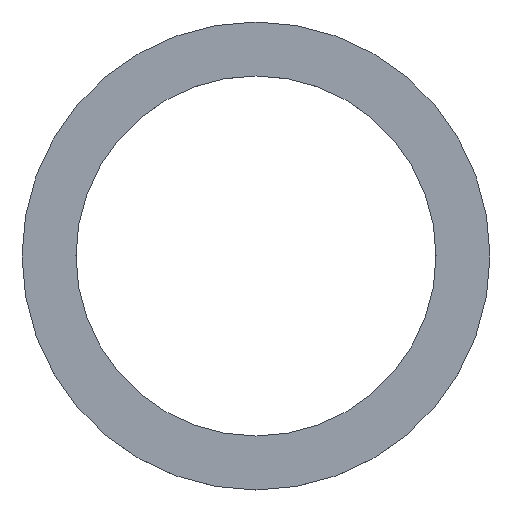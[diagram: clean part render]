
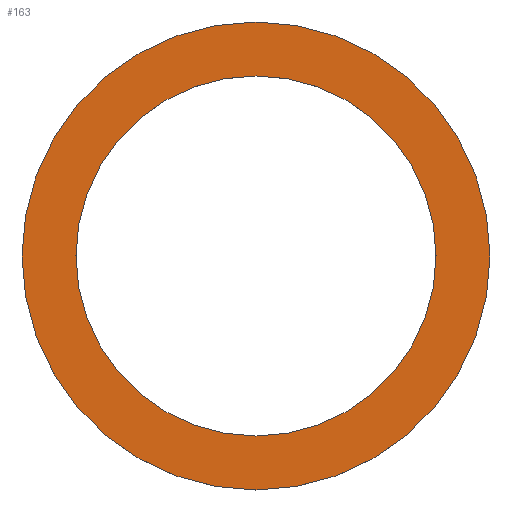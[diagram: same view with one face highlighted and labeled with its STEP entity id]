
A CAD part, top view. The second image highlights one B-rep face of the part: STEP entity #163.
In plain terms, the highlighted planar face has unit normal (0, 0, 1).
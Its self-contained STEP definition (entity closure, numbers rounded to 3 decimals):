
#1 = EDGE_CURVE ( 'NONE', #118, #98, #165, .T. ) ;
#4 = DIRECTION ( 'NONE',  ( 1., 0., 0. ) ) ;
#13 = EDGE_CURVE ( 'NONE', #98, #118, #44, .T. ) ;
#26 = CARTESIAN_POINT ( 'NONE',  ( 0., 0., 0. ) ) ;
#31 = FACE_OUTER_BOUND ( 'NONE', #135, .T. ) ;
#36 = AXIS2_PLACEMENT_3D ( 'NONE', #183, #69, #188 ) ;
#42 = CIRCLE ( 'NONE', #67, 41.2 ) ;
#44 = CIRCLE ( 'NONE', #150, 31.7 ) ;
#52 = CIRCLE ( 'NONE', #203, 41.2 ) ;
#60 = ORIENTED_EDGE ( 'NONE', *, *, #164, .T. ) ;
#62 = DIRECTION ( 'NONE',  ( 0., 0., 1. ) ) ;
#67 = AXIS2_PLACEMENT_3D ( 'NONE', #26, #76, #173 ) ;
#69 = DIRECTION ( 'NONE',  ( 0., 0., 1. ) ) ;
#72 = DIRECTION ( 'NONE',  ( 0., 0., 1. ) ) ;
#76 = DIRECTION ( 'NONE',  ( 0., 0., 1. ) ) ;
#79 = ORIENTED_EDGE ( 'NONE', *, *, #1, .F. ) ;
#81 = VERTEX_POINT ( 'NONE', #167 ) ;
#94 = CARTESIAN_POINT ( 'NONE',  ( -31.7, 0., 0. ) ) ;
#97 = DIRECTION ( 'NONE',  ( 1., 0., 0. ) ) ;
#98 = VERTEX_POINT ( 'NONE', #94 ) ;
#107 = DIRECTION ( 'NONE',  ( 0., 0., 1. ) ) ;
#116 = CARTESIAN_POINT ( 'NONE',  ( 31.7, 0., 0. ) ) ;
#118 = VERTEX_POINT ( 'NONE', #116 ) ;
#124 = CARTESIAN_POINT ( 'NONE',  ( 0., 0., 0. ) ) ;
#135 = EDGE_LOOP ( 'NONE', ( #60, #207 ) ) ;
#148 = EDGE_LOOP ( 'NONE', ( #79, #153 ) ) ;
#150 = AXIS2_PLACEMENT_3D ( 'NONE', #124, #107, #166 ) ;
#153 = ORIENTED_EDGE ( 'NONE', *, *, #13, .F. ) ;
#155 = CARTESIAN_POINT ( 'NONE',  ( -41.2, 0., 0. ) ) ;
#163 = ADVANCED_FACE ( 'NONE', ( #201, #31 ), #214, .T. ) ;
#164 = EDGE_CURVE ( 'NONE', #81, #212, #42, .T. ) ;
#165 = CIRCLE ( 'NONE', #177, 31.7 ) ;
#166 = DIRECTION ( 'NONE',  ( 1., 0., 0. ) ) ;
#167 = CARTESIAN_POINT ( 'NONE',  ( 41.2, 0., 0. ) ) ;
#173 = DIRECTION ( 'NONE',  ( 1., 0., 0. ) ) ;
#177 = AXIS2_PLACEMENT_3D ( 'NONE', #192, #62, #97 ) ;
#183 = CARTESIAN_POINT ( 'NONE',  ( 0., 0., 0. ) ) ;
#185 = CARTESIAN_POINT ( 'NONE',  ( 0., 0., 0. ) ) ;
#188 = DIRECTION ( 'NONE',  ( 1., 0., 0. ) ) ;
#192 = CARTESIAN_POINT ( 'NONE',  ( 0., 0., 0. ) ) ;
#195 = EDGE_CURVE ( 'NONE', #212, #81, #52, .T. ) ;
#201 = FACE_BOUND ( 'NONE', #148, .T. ) ;
#203 = AXIS2_PLACEMENT_3D ( 'NONE', #185, #72, #4 ) ;
#207 = ORIENTED_EDGE ( 'NONE', *, *, #195, .T. ) ;
#212 = VERTEX_POINT ( 'NONE', #155 ) ;
#214 = PLANE ( 'NONE',  #36 ) ;
